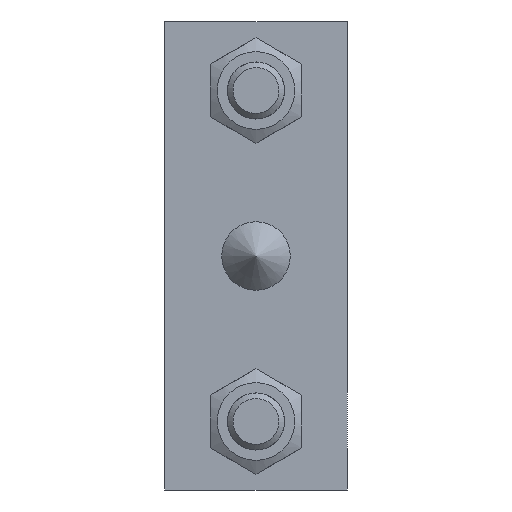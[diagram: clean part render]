
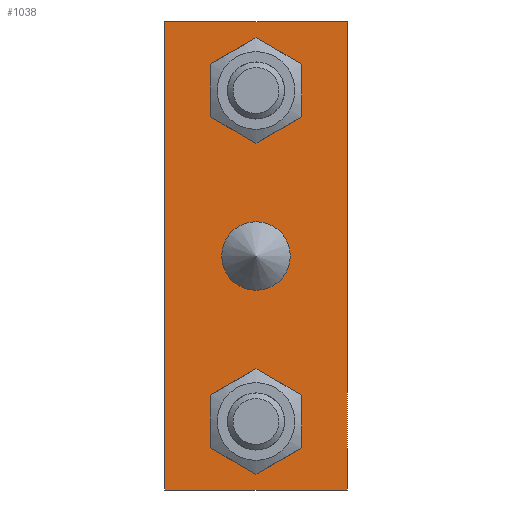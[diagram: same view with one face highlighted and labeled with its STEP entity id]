
A CAD part, front view. The second image highlights one B-rep face of the part: STEP entity #1038.
In plain terms, the highlighted planar face has unit normal (0, -1, 0).
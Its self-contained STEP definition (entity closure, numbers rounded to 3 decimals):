
#87=FACE_BOUND('',#203,.T.);
#88=FACE_BOUND('',#204,.T.);
#98=PLANE('',#1209);
#136=FACE_OUTER_BOUND('',#202,.T.);
#202=EDGE_LOOP('',(#732,#733,#734,#735));
#203=EDGE_LOOP('',(#736));
#204=EDGE_LOOP('',(#737));
#272=LINE('',#1650,#351);
#280=LINE('',#1665,#359);
#281=LINE('',#1667,#360);
#282=LINE('',#1668,#361);
#351=VECTOR('',#1337,10.);
#359=VECTOR('',#1349,10.);
#360=VECTOR('',#1352,10.);
#361=VECTOR('',#1353,10.);
#427=CIRCLE('',#1201,2.5);
#429=CIRCLE('',#1204,2.5);
#470=VERTEX_POINT('',#1634);
#472=VERTEX_POINT('',#1640);
#475=VERTEX_POINT('',#1647);
#476=VERTEX_POINT('',#1649);
#480=VERTEX_POINT('',#1661);
#481=VERTEX_POINT('',#1663);
#564=EDGE_CURVE('',#470,#470,#427,.T.);
#567=EDGE_CURVE('',#472,#472,#429,.T.);
#571=EDGE_CURVE('',#475,#476,#272,.T.);
#579=EDGE_CURVE('',#480,#481,#280,.T.);
#580=EDGE_CURVE('',#475,#480,#281,.T.);
#581=EDGE_CURVE('',#476,#481,#282,.T.);
#732=ORIENTED_EDGE('',*,*,#580,.T.);
#733=ORIENTED_EDGE('',*,*,#579,.T.);
#734=ORIENTED_EDGE('',*,*,#581,.F.);
#735=ORIENTED_EDGE('',*,*,#571,.F.);
#736=ORIENTED_EDGE('',*,*,#564,.T.);
#737=ORIENTED_EDGE('',*,*,#567,.T.);
#1038=ADVANCED_FACE('',(#136,#87,#88),#98,.T.);
#1201=AXIS2_PLACEMENT_3D('',#1635,#1322,#1323);
#1204=AXIS2_PLACEMENT_3D('',#1641,#1329,#1330);
#1209=AXIS2_PLACEMENT_3D('',#1666,#1350,#1351);
#1322=DIRECTION('center_axis',(0.,1.,0.));
#1323=DIRECTION('ref_axis',(1.,0.,0.));
#1329=DIRECTION('center_axis',(0.,1.,0.));
#1330=DIRECTION('ref_axis',(1.,0.,0.));
#1337=DIRECTION('',(1.,0.,0.));
#1349=DIRECTION('',(1.,0.,0.));
#1350=DIRECTION('center_axis',(0.,-1.,0.));
#1351=DIRECTION('ref_axis',(0.,0.,-1.));
#1352=DIRECTION('',(0.,0.,-1.));
#1353=DIRECTION('',(0.,0.,-1.));
#1634=CARTESIAN_POINT('',(5.5,-2.,-35.));
#1635=CARTESIAN_POINT('Origin',(8.,-2.,-35.));
#1640=CARTESIAN_POINT('',(5.5,-2.,-6.));
#1641=CARTESIAN_POINT('Origin',(8.,-2.,-6.));
#1647=CARTESIAN_POINT('',(0.,-2.,0.));
#1649=CARTESIAN_POINT('',(16.,-2.,0.));
#1650=CARTESIAN_POINT('',(0.,-2.,0.));
#1661=CARTESIAN_POINT('',(0.,-2.,-41.));
#1663=CARTESIAN_POINT('',(16.,-2.,-41.));
#1665=CARTESIAN_POINT('',(0.,-2.,-41.));
#1666=CARTESIAN_POINT('Origin',(0.,-2.,0.));
#1667=CARTESIAN_POINT('',(0.,-2.,0.));
#1668=CARTESIAN_POINT('',(16.,-2.,0.));
